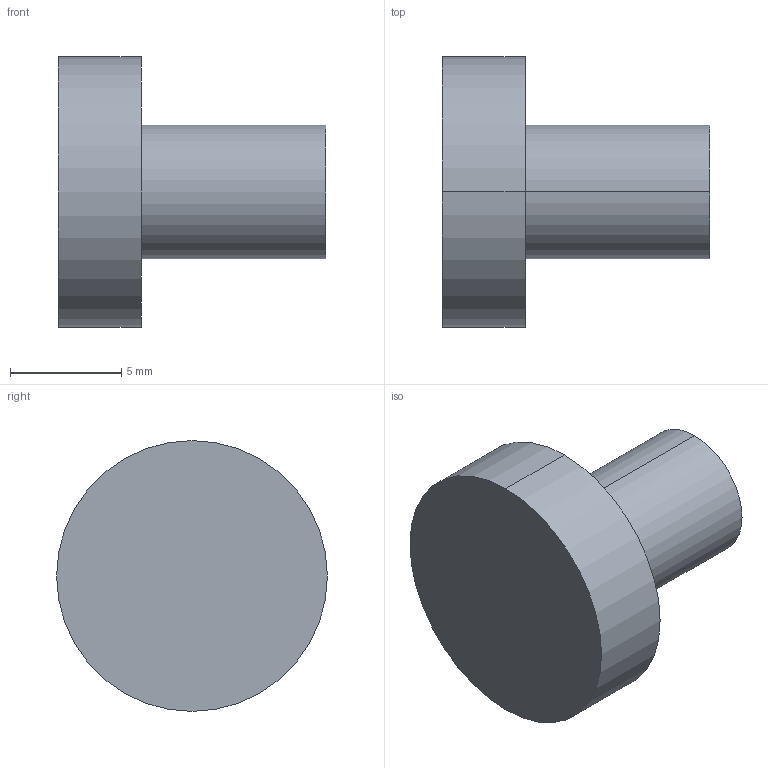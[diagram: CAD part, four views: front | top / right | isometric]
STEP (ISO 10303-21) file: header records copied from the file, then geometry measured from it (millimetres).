
FILE_DESCRIPTION(('STEP AP214'),'1');
FILE_NAME('cctmp_8D3A0CE0-1855-4850-A103-7CCAFAC0AB3F_2023_07_07_13_16_26_0274_161068..stp','2023-07-07T11:16:26',('Adolf Würth GmbH & Co. KG'),('CADClick - www.CADClick.com'),'Spatial InterOp 3D',' ','unknown authorization');
FILE_SCHEMA(('AUTOMOTIVE_DESIGN'));
Length unit declared in the file: millimetre
Products named in the file (2): Wuerth_00876  12_DIN 7991/ISO 10642 Stahl 08.8 verzinkt_LOD_Low; Wuerth_00876  12_DIN 7991/ISO 10642 Stahl 08.8 verzinkt_LOD_Low_1
Assembly tree (1 placements, depth 2):
  Wuerth_00876  12_DIN 7991/ISO 10642 Stahl 08.8 verzinkt_LOD_Low
    Wuerth_00876  12_DIN 7991/ISO 10642 Stahl 08.8 verzinkt_LOD_Low_1
Bounding box: 12 x 12.16 x 12.16 mm (x, y, z)
Volume: 666.1 mm3; surface area: 530.5 mm2
Topology: 1 solids, 1 shells, 7 faces, 12 edges, 8 vertices
Faces by surface type: cylinder 4, plane 3
Entity records: 281 total; most frequent: DIRECTION 38, CARTESIAN_POINT 29, ORIENTED_EDGE 24, AXIS2_PLACEMENT_3D 17, EDGE_CURVE 12, STYLED_ITEM 8, PRESENTATION_STYLE_ASSIGNMENT 8, SURFACE_STYLE_USAGE 8
